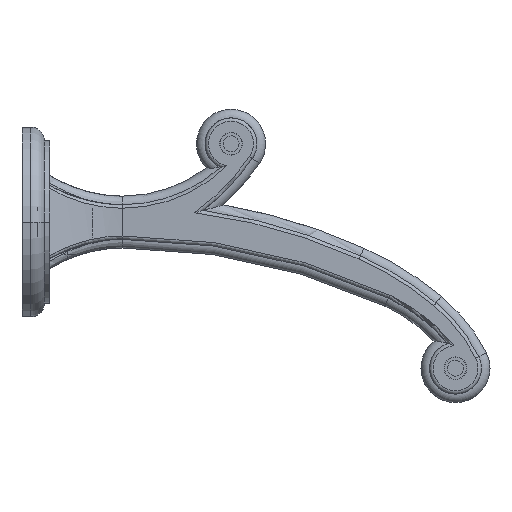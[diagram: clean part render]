
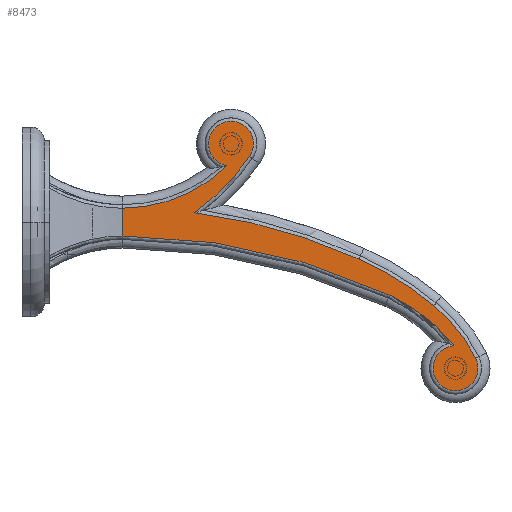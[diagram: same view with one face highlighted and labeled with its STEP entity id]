
A CAD part, left-side view. The second image highlights one B-rep face of the part: STEP entity #8473.
In plain terms, the highlighted planar face has unit normal (-1, 0, 0).
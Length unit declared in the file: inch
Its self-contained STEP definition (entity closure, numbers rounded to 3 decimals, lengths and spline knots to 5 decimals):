
#719=DIRECTION('',(0.,0.,-1.));
#720=VECTOR('',#719,0.317);
#721=CARTESIAN_POINT('',(-0.1975,-1.1253,
0.15855));
#722=LINE('',#721,#720);
#1040=CARTESIAN_POINT('',(-0.1975,-1.1253,1.87055));
#1041=DIRECTION('',(-1.,0.,0.));
#1042=DIRECTION('',(0.,0.,-1.));
#1043=AXIS2_PLACEMENT_3D('',#1040,#1041,#1042);
#1045=CARTESIAN_POINT('',(-0.1975,-2.3623,0.89255));
#1046=DIRECTION('',(1.,0.,0.));
#1047=DIRECTION('',(0.,0.181,-0.983));
#1048=AXIS2_PLACEMENT_3D('',#1045,#1046,#1047);
#1050=CARTESIAN_POINT('',(-0.1975,-2.3623,0.89255));
#1051=DIRECTION('',(1.,0.,0.));
#1052=DIRECTION('',(0.,0.,1.));
#1053=AXIS2_PLACEMENT_3D('',#1050,#1051,#1052);
#1055=CARTESIAN_POINT('',(-0.1975,-0.40928,2.23957));
#1056=DIRECTION('',(1.,0.,0.));
#1057=DIRECTION('',(0.,-0.823,-0.568));
#1058=AXIS2_PLACEMENT_3D('',#1055,#1056,#1057);
#1060=CARTESIAN_POINT('',(-0.1975,-1.1253,-6.39745));
#1061=DIRECTION('',(1.,0.,0.));
#1062=DIRECTION('',(0.,-0.125,0.992));
#1063=AXIS2_PLACEMENT_3D('',#1060,#1061,#1062);
#1065=CARTESIAN_POINT('',(-0.1975,-2.25856,-3.88522));
#1066=DIRECTION('',(1.,0.,0.));
#1067=DIRECTION('',(0.,-0.411,0.912));
#1068=AXIS2_PLACEMENT_3D('',#1065,#1066,#1067);
#1070=CARTESIAN_POINT('',(-0.1975,-3.51048,-2.36547));
#1071=DIRECTION('',(1.,0.,0.));
#1072=DIRECTION('',(0.,-0.636,0.772));
#1073=AXIS2_PLACEMENT_3D('',#1070,#1071,#1072);
#1075=CARTESIAN_POINT('',(-0.1975,-4.9213,-1.66645));
#1076=DIRECTION('',(1.,0.,0.));
#1077=DIRECTION('',(0.,-0.896,0.444));
#1078=AXIS2_PLACEMENT_3D('',#1075,#1076,#1077);
#1080=CARTESIAN_POINT('',(-0.1975,-4.9213,-1.66645));
#1081=DIRECTION('',(1.,0.,0.));
#1082=DIRECTION('',(0.,0.,-1.));
#1083=AXIS2_PLACEMENT_3D('',#1080,#1081,#1082);
#1085=CARTESIAN_POINT('',(-0.1975,-3.3268,-2.65381));
#1086=DIRECTION('',(-1.,0.,0.));
#1087=DIRECTION('',(0.,-0.785,0.619));
#1088=AXIS2_PLACEMENT_3D('',#1085,#1086,#1087);
#1090=CARTESIAN_POINT('',(-0.1975,-1.1253,-7.38245));
#1091=DIRECTION('',(-1.,0.,0.));
#1092=DIRECTION('',(0.,-0.422,0.907));
#1093=AXIS2_PLACEMENT_3D('',#1090,#1091,#1092);
#1611=CARTESIAN_POINT('',(-0.1975,-1.94661,0.10691));
#5823=VERTEX_POINT('',#1611);
#5849=CARTESIAN_POINT('',(-0.1975,-4.17431,
-0.83342));
#5850=VERTEX_POINT('',#5849);
#5851=CARTESIAN_POINT('',(-0.1975,-1.1253,
0.15856));
#5852=CARTESIAN_POINT('',(-0.1975,-2.31585,
0.6403));
#5853=VERTEX_POINT('',#5851);
#5854=VERTEX_POINT('',#5852);
#5855=CARTESIAN_POINT('',(-0.1975,-2.3623,1.14905));
#5856=VERTEX_POINT('',#5855);
#5857=CARTESIAN_POINT('',(-0.1975,-2.57345,0.74692));
#5858=VERTEX_POINT('',#5857);
#5859=CARTESIAN_POINT('',(-0.1975,-3.82111,-0.42135));
#5860=VERTEX_POINT('',#5859);
#5861=CARTESIAN_POINT('',(-0.1975,-4.67465,-0.95222));
#5862=VERTEX_POINT('',#5861);
#5863=CARTESIAN_POINT('',(-0.1975,-5.15114,-1.55257));
#5864=VERTEX_POINT('',#5863);
#5865=CARTESIAN_POINT('',(-0.1975,-4.9213,-1.92295));
#5866=VERTEX_POINT('',#5865);
#5867=CARTESIAN_POINT('',(-0.1975,-4.90363,-1.41055));
#5868=VERTEX_POINT('',#5867);
#5869=CARTESIAN_POINT('',(-0.1975,-1.1253,
-0.15845));
#5870=VERTEX_POINT('',#5869);
#8444=CARTESIAN_POINT('',(-0.1975,-3.15179,-0.38695));
#8445=DIRECTION('',(1.,0.,0.));
#8446=DIRECTION('',(0.,0.,-1.));
#8447=AXIS2_PLACEMENT_3D('',#8444,#8445,#8446);
#8448=PLANE('',#8447);
#8449=ORIENTED_EDGE('',*,*,#7994,.F.);
#8451=ORIENTED_EDGE('',*,*,#8450,.T.);
#8453=ORIENTED_EDGE('',*,*,#8452,.T.);
#8455=ORIENTED_EDGE('',*,*,#8454,.T.);
#8457=ORIENTED_EDGE('',*,*,#8456,.T.);
#8459=ORIENTED_EDGE('',*,*,#8458,.T.);
#8461=ORIENTED_EDGE('',*,*,#8460,.T.);
#8463=ORIENTED_EDGE('',*,*,#8462,.T.);
#8465=ORIENTED_EDGE('',*,*,#8464,.T.);
#8467=ORIENTED_EDGE('',*,*,#8466,.T.);
#8469=ORIENTED_EDGE('',*,*,#8468,.T.);
#8470=ORIENTED_EDGE('',*,*,#8436,.T.);
#8471=EDGE_LOOP('',(#8449,#8451,#8453,#8455,#8457,#8459,#8461,#8463,#8465,#8467,
#8469,#8470));
#8472=FACE_OUTER_BOUND('',#8471,.F.);
#8473=ADVANCED_FACE('',(#8472),#8448,.F.);
#1044=CIRCLE('',#1043,1.712);
#1049=CIRCLE('',#1048,0.2565);
#1054=CIRCLE('',#1053,0.2565);
#1059=CIRCLE('',#1058,2.629);
#1064=CIRCLE('',#1063,6.556);
#1069=CIRCLE('',#1068,3.8);
#1074=CIRCLE('',#1073,1.831);
#1079=CIRCLE('',#1078,0.2565);
#1084=CIRCLE('',#1083,0.2565);
#1089=CIRCLE('',#1088,2.008);
#1094=CIRCLE('',#1093,7.224);
#7994=EDGE_CURVE('',#5853,#5870,#722,.T.);
#8436=EDGE_CURVE('',#5850,#5870,#1094,.T.);
#8450=EDGE_CURVE('',#5853,#5854,#1044,.T.);
#8452=EDGE_CURVE('',#5854,#5856,#1049,.T.);
#8454=EDGE_CURVE('',#5856,#5858,#1054,.T.);
#8456=EDGE_CURVE('',#5858,#5823,#1059,.T.);
#8458=EDGE_CURVE('',#5823,#5860,#1064,.T.);
#8460=EDGE_CURVE('',#5860,#5862,#1069,.T.);
#8462=EDGE_CURVE('',#5862,#5864,#1074,.T.);
#8464=EDGE_CURVE('',#5864,#5866,#1079,.T.);
#8466=EDGE_CURVE('',#5866,#5868,#1084,.T.);
#8468=EDGE_CURVE('',#5868,#5850,#1089,.T.);
